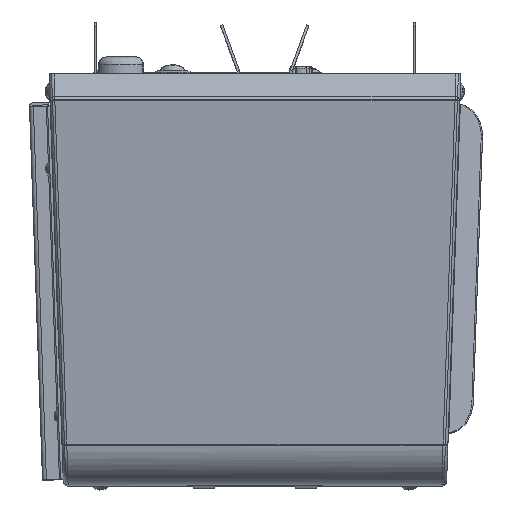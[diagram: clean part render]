
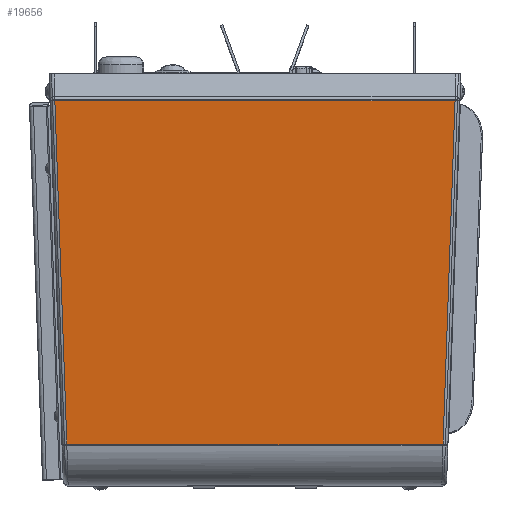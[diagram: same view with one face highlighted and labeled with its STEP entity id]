
A CAD part, top view. The second image highlights one B-rep face of the part: STEP entity #19656.
In plain terms, the highlighted planar face has unit normal (0, -0.087, 0.996).
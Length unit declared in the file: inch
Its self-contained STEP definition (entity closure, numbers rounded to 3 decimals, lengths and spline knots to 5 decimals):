
#248 = VERTEX_POINT ( 'NONE', #34412 ) ;
#4544 = DIRECTION ( 'NONE',  ( 0., 0.087, -0.996 ) ) ;
#6407 = DIRECTION ( 'NONE',  ( 1., 0., 0. ) ) ;
#7125 = EDGE_LOOP ( 'NONE', ( #11144, #58143, #25543, #46150 ) ) ;
#11144 = ORIENTED_EDGE ( 'NONE', *, *, #22133, .T. ) ;
#15446 = LINE ( 'NONE', #17087, #24787 ) ;
#16534 = CARTESIAN_POINT ( 'NONE',  ( -4.56743, -9.03325, 19.26821 ) ) ;
#16938 = VECTOR ( 'NONE', #69612, 39.37008 ) ;
#17087 = CARTESIAN_POINT ( 'NONE',  ( -4.56757, -9.02917, 19.26856 ) ) ;
#19656 = ADVANCED_FACE ( 'NONE', ( #67463 ), #48129, .F. ) ;
#19720 = CARTESIAN_POINT ( 'NONE',  ( -4.85946, -0.67065, 19.99984 ) ) ;
#21902 = LINE ( 'NONE', #53133, #46593 ) ;
#22133 = EDGE_CURVE ( 'NONE', #248, #80317, #43338, .T. ) ;
#24787 = VECTOR ( 'NONE', #36006, 39.37008 ) ;
#25543 = ORIENTED_EDGE ( 'NONE', *, *, #69270, .T. ) ;
#25553 = EDGE_CURVE ( 'NONE', #27915, #248, #21902, .T. ) ;
#26139 = CARTESIAN_POINT ( 'NONE',  ( 4.65149, -9.03325, 19.26821 ) ) ;
#27915 = VERTEX_POINT ( 'NONE', #35606 ) ;
#31427 = VERTEX_POINT ( 'NONE', #16534 ) ;
#34412 = CARTESIAN_POINT ( 'NONE',  ( 4.85946, -0.67065, 19.99984 ) ) ;
#35606 = CARTESIAN_POINT ( 'NONE',  ( 4.56743, -9.03325, 19.26821 ) ) ;
#36006 = DIRECTION ( 'NONE',  ( 0.035, -0.996, -0.087 ) ) ;
#38089 = LINE ( 'NONE', #26139, #54167 ) ;
#41568 = DIRECTION ( 'NONE',  ( 0., 0.996, 0.087 ) ) ;
#42894 = AXIS2_PLACEMENT_3D ( 'NONE', #54681, #4544, #41568 ) ;
#43338 = LINE ( 'NONE', #49891, #16938 ) ;
#46150 = ORIENTED_EDGE ( 'NONE', *, *, #25553, .T. ) ;
#46593 = VECTOR ( 'NONE', #78222, 39.37008 ) ;
#48129 = PLANE ( 'NONE',  #42894 ) ;
#49891 = CARTESIAN_POINT ( 'NONE',  ( -4.94004, -0.67065, 19.99984 ) ) ;
#53133 = CARTESIAN_POINT ( 'NONE',  ( 4.86151, -0.61171, 20.005 ) ) ;
#54167 = VECTOR ( 'NONE', #6407, 39.37008 ) ;
#54681 = CARTESIAN_POINT ( 'NONE',  ( -4.94004, -9.03239, 19.26828 ) ) ;
#58143 = ORIENTED_EDGE ( 'NONE', *, *, #70593, .T. ) ;
#67463 = FACE_OUTER_BOUND ( 'NONE', #7125, .T. ) ;
#69270 = EDGE_CURVE ( 'NONE', #31427, #27915, #38089, .T. ) ;
#69612 = DIRECTION ( 'NONE',  ( -1., 0., 0. ) ) ;
#70593 = EDGE_CURVE ( 'NONE', #80317, #31427, #15446, .T. ) ;
#78222 = DIRECTION ( 'NONE',  ( 0.035, 0.996, 0.087 ) ) ;
#80317 = VERTEX_POINT ( 'NONE', #19720 ) ;
